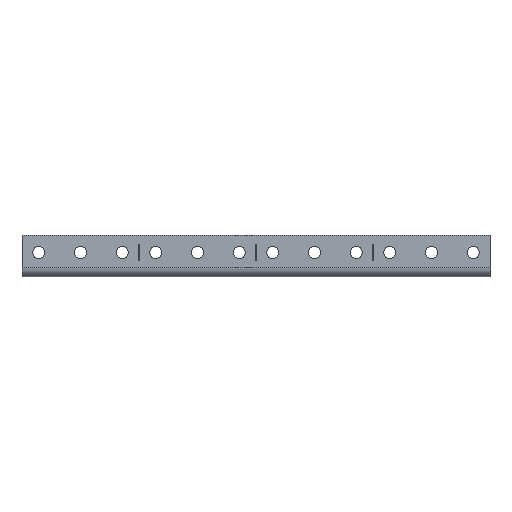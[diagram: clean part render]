
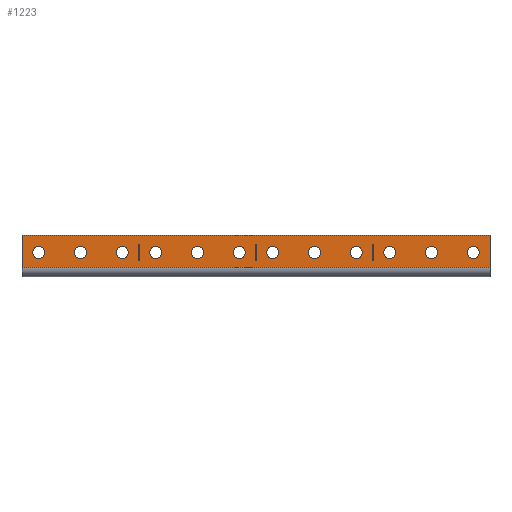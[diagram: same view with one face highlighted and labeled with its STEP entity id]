
A CAD part, front view. The second image highlights one B-rep face of the part: STEP entity #1223.
In plain terms, the highlighted planar face has unit normal (0, -1, 0).
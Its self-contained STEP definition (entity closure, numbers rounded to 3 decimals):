
#27=PLANE('',#1346);
#65=LINE('',#1757,#174);
#75=LINE('',#1797,#184);
#130=LINE('',#1973,#239);
#131=LINE('',#1976,#240);
#132=LINE('',#1978,#241);
#133=LINE('',#1980,#242);
#134=LINE('',#1981,#243);
#135=LINE('',#1984,#244);
#136=LINE('',#1986,#245);
#137=LINE('',#1988,#246);
#138=LINE('',#1989,#247);
#139=LINE('',#1992,#248);
#140=LINE('',#1994,#249);
#141=LINE('',#1996,#250);
#142=LINE('',#2003,#251);
#143=LINE('',#2004,#252);
#174=VECTOR('',#1409,1000.);
#184=VECTOR('',#1443,1000.);
#239=VECTOR('',#1610,1000.);
#240=VECTOR('',#1611,1000.);
#241=VECTOR('',#1612,1000.);
#242=VECTOR('',#1613,1000.);
#243=VECTOR('',#1614,1000.);
#244=VECTOR('',#1615,1000.);
#245=VECTOR('',#1616,1000.);
#246=VECTOR('',#1617,1000.);
#247=VECTOR('',#1618,1000.);
#248=VECTOR('',#1619,1000.);
#249=VECTOR('',#1620,1000.);
#250=VECTOR('',#1621,1000.);
#251=VECTOR('',#1628,1000.);
#252=VECTOR('',#1629,1000.);
#424=ORIENTED_EDGE('',*,*,#716,.F.);
#425=ORIENTED_EDGE('',*,*,#717,.T.);
#426=ORIENTED_EDGE('',*,*,#718,.T.);
#427=ORIENTED_EDGE('',*,*,#719,.F.);
#428=ORIENTED_EDGE('',*,*,#720,.F.);
#429=ORIENTED_EDGE('',*,*,#721,.T.);
#430=ORIENTED_EDGE('',*,*,#722,.T.);
#431=ORIENTED_EDGE('',*,*,#723,.F.);
#432=ORIENTED_EDGE('',*,*,#724,.F.);
#433=ORIENTED_EDGE('',*,*,#725,.T.);
#434=ORIENTED_EDGE('',*,*,#726,.T.);
#435=ORIENTED_EDGE('',*,*,#727,.F.);
#436=ORIENTED_EDGE('',*,*,#648,.T.);
#437=ORIENTED_EDGE('',*,*,#650,.T.);
#438=ORIENTED_EDGE('',*,*,#652,.T.);
#439=ORIENTED_EDGE('',*,*,#654,.T.);
#440=ORIENTED_EDGE('',*,*,#656,.T.);
#441=ORIENTED_EDGE('',*,*,#658,.T.);
#442=ORIENTED_EDGE('',*,*,#660,.T.);
#443=ORIENTED_EDGE('',*,*,#662,.T.);
#444=ORIENTED_EDGE('',*,*,#664,.T.);
#445=ORIENTED_EDGE('',*,*,#728,.T.);
#446=ORIENTED_EDGE('',*,*,#729,.T.);
#447=ORIENTED_EDGE('',*,*,#730,.T.);
#448=ORIENTED_EDGE('',*,*,#626,.T.);
#449=ORIENTED_EDGE('',*,*,#731,.T.);
#450=ORIENTED_EDGE('',*,*,#608,.T.);
#451=ORIENTED_EDGE('',*,*,#732,.T.);
#608=EDGE_CURVE('',#770,#769,#65,.T.);
#626=EDGE_CURVE('',#788,#787,#75,.T.);
#648=EDGE_CURVE('',#809,#809,#901,.T.);
#650=EDGE_CURVE('',#811,#811,#903,.T.);
#652=EDGE_CURVE('',#813,#813,#905,.T.);
#654=EDGE_CURVE('',#815,#815,#907,.T.);
#656=EDGE_CURVE('',#817,#817,#909,.T.);
#658=EDGE_CURVE('',#819,#819,#911,.T.);
#660=EDGE_CURVE('',#821,#821,#913,.T.);
#662=EDGE_CURVE('',#823,#823,#915,.T.);
#664=EDGE_CURVE('',#825,#825,#917,.T.);
#716=EDGE_CURVE('',#853,#854,#130,.T.);
#717=EDGE_CURVE('',#853,#855,#131,.T.);
#718=EDGE_CURVE('',#855,#856,#132,.T.);
#719=EDGE_CURVE('',#854,#856,#133,.T.);
#720=EDGE_CURVE('',#857,#858,#134,.T.);
#721=EDGE_CURVE('',#857,#859,#135,.T.);
#722=EDGE_CURVE('',#859,#860,#136,.T.);
#723=EDGE_CURVE('',#858,#860,#137,.T.);
#724=EDGE_CURVE('',#861,#862,#138,.T.);
#725=EDGE_CURVE('',#861,#863,#139,.T.);
#726=EDGE_CURVE('',#863,#864,#140,.T.);
#727=EDGE_CURVE('',#862,#864,#141,.T.);
#728=EDGE_CURVE('',#865,#865,#923,.T.);
#729=EDGE_CURVE('',#866,#866,#924,.T.);
#730=EDGE_CURVE('',#867,#867,#925,.T.);
#731=EDGE_CURVE('',#787,#770,#142,.T.);
#732=EDGE_CURVE('',#769,#788,#143,.T.);
#769=VERTEX_POINT('',#1756);
#770=VERTEX_POINT('',#1758);
#787=VERTEX_POINT('',#1796);
#788=VERTEX_POINT('',#1798);
#809=VERTEX_POINT('',#1848);
#811=VERTEX_POINT('',#1853);
#813=VERTEX_POINT('',#1858);
#815=VERTEX_POINT('',#1863);
#817=VERTEX_POINT('',#1868);
#819=VERTEX_POINT('',#1873);
#821=VERTEX_POINT('',#1878);
#823=VERTEX_POINT('',#1883);
#825=VERTEX_POINT('',#1888);
#853=VERTEX_POINT('',#1974);
#854=VERTEX_POINT('',#1975);
#855=VERTEX_POINT('',#1977);
#856=VERTEX_POINT('',#1979);
#857=VERTEX_POINT('',#1982);
#858=VERTEX_POINT('',#1983);
#859=VERTEX_POINT('',#1985);
#860=VERTEX_POINT('',#1987);
#861=VERTEX_POINT('',#1990);
#862=VERTEX_POINT('',#1991);
#863=VERTEX_POINT('',#1993);
#864=VERTEX_POINT('',#1995);
#865=VERTEX_POINT('',#1998);
#866=VERTEX_POINT('',#2000);
#867=VERTEX_POINT('',#2002);
#901=CIRCLE('',#1311,2.248);
#903=CIRCLE('',#1314,2.248);
#905=CIRCLE('',#1317,2.248);
#907=CIRCLE('',#1320,2.248);
#909=CIRCLE('',#1323,2.248);
#911=CIRCLE('',#1326,2.248);
#913=CIRCLE('',#1329,2.248);
#915=CIRCLE('',#1332,2.248);
#917=CIRCLE('',#1335,2.248);
#923=CIRCLE('',#1347,2.248);
#924=CIRCLE('',#1348,2.248);
#925=CIRCLE('',#1349,2.248);
#981=EDGE_LOOP('',(#424,#425,#426,#427));
#982=EDGE_LOOP('',(#428,#429,#430,#431));
#983=EDGE_LOOP('',(#432,#433,#434,#435));
#984=EDGE_LOOP('',(#436));
#985=EDGE_LOOP('',(#437));
#986=EDGE_LOOP('',(#438));
#987=EDGE_LOOP('',(#439));
#988=EDGE_LOOP('',(#440));
#989=EDGE_LOOP('',(#441));
#990=EDGE_LOOP('',(#442));
#991=EDGE_LOOP('',(#443));
#992=EDGE_LOOP('',(#444));
#993=EDGE_LOOP('',(#445));
#994=EDGE_LOOP('',(#446));
#995=EDGE_LOOP('',(#447));
#996=EDGE_LOOP('',(#448,#449,#450,#451));
#1102=FACE_BOUND('',#981,.T.);
#1103=FACE_BOUND('',#982,.T.);
#1104=FACE_BOUND('',#983,.T.);
#1105=FACE_BOUND('',#984,.T.);
#1106=FACE_BOUND('',#985,.T.);
#1107=FACE_BOUND('',#986,.T.);
#1108=FACE_BOUND('',#987,.T.);
#1109=FACE_BOUND('',#988,.T.);
#1110=FACE_BOUND('',#989,.T.);
#1111=FACE_BOUND('',#990,.T.);
#1112=FACE_BOUND('',#991,.T.);
#1113=FACE_BOUND('',#992,.T.);
#1114=FACE_BOUND('',#993,.T.);
#1115=FACE_BOUND('',#994,.T.);
#1116=FACE_BOUND('',#995,.T.);
#1117=FACE_BOUND('',#996,.T.);
#1223=ADVANCED_FACE('',(#1102,#1103,#1104,#1105,#1106,#1107,#1108,#1109,
#1110,#1111,#1112,#1113,#1114,#1115,#1116,#1117),#27,.T.);
#1311=AXIS2_PLACEMENT_3D('',#1847,#1492,#1493);
#1314=AXIS2_PLACEMENT_3D('',#1852,#1498,#1499);
#1317=AXIS2_PLACEMENT_3D('',#1857,#1504,#1505);
#1320=AXIS2_PLACEMENT_3D('',#1862,#1510,#1511);
#1323=AXIS2_PLACEMENT_3D('',#1867,#1516,#1517);
#1326=AXIS2_PLACEMENT_3D('',#1872,#1522,#1523);
#1329=AXIS2_PLACEMENT_3D('',#1877,#1528,#1529);
#1332=AXIS2_PLACEMENT_3D('',#1882,#1534,#1535);
#1335=AXIS2_PLACEMENT_3D('',#1887,#1540,#1541);
#1346=AXIS2_PLACEMENT_3D('',#1972,#1608,#1609);
#1347=AXIS2_PLACEMENT_3D('',#1997,#1622,#1623);
#1348=AXIS2_PLACEMENT_3D('',#1999,#1624,#1625);
#1349=AXIS2_PLACEMENT_3D('',#2001,#1626,#1627);
#1409=DIRECTION('',(0.,0.,1.));
#1443=DIRECTION('',(0.,0.,-1.));
#1492=DIRECTION('',(0.,1.,0.));
#1493=DIRECTION('',(1.,0.,0.));
#1498=DIRECTION('',(0.,1.,0.));
#1499=DIRECTION('',(1.,0.,0.));
#1504=DIRECTION('',(0.,1.,0.));
#1505=DIRECTION('',(1.,0.,0.));
#1510=DIRECTION('',(0.,1.,0.));
#1511=DIRECTION('',(1.,0.,0.));
#1516=DIRECTION('',(0.,1.,0.));
#1517=DIRECTION('',(1.,0.,0.));
#1522=DIRECTION('',(0.,1.,0.));
#1523=DIRECTION('',(1.,0.,0.));
#1528=DIRECTION('',(0.,1.,0.));
#1529=DIRECTION('',(1.,0.,0.));
#1534=DIRECTION('',(0.,1.,0.));
#1535=DIRECTION('',(1.,0.,0.));
#1540=DIRECTION('',(0.,1.,0.));
#1541=DIRECTION('',(1.,0.,0.));
#1608=DIRECTION('',(0.,-1.,0.));
#1609=DIRECTION('',(0.,0.,-1.));
#1610=DIRECTION('',(1.,0.,0.));
#1611=DIRECTION('',(0.,0.,1.));
#1612=DIRECTION('',(1.,0.,0.));
#1613=DIRECTION('',(0.,0.,1.));
#1614=DIRECTION('',(1.,0.,0.));
#1615=DIRECTION('',(0.,0.,1.));
#1616=DIRECTION('',(1.,0.,0.));
#1617=DIRECTION('',(0.,0.,1.));
#1618=DIRECTION('',(1.,0.,0.));
#1619=DIRECTION('',(0.,0.,1.));
#1620=DIRECTION('',(1.,0.,0.));
#1621=DIRECTION('',(0.,0.,1.));
#1622=DIRECTION('',(0.,1.,0.));
#1623=DIRECTION('',(1.,0.,0.));
#1624=DIRECTION('',(0.,1.,0.));
#1625=DIRECTION('',(1.,0.,0.));
#1626=DIRECTION('',(0.,1.,0.));
#1627=DIRECTION('',(1.,0.,0.));
#1628=DIRECTION('',(1.,0.,0.));
#1629=DIRECTION('',(-1.,0.,0.));
#1756=CARTESIAN_POINT('',(88.9,-19.05,15.875));
#1757=CARTESIAN_POINT('',(88.9,-19.05,2.171));
#1758=CARTESIAN_POINT('',(88.9,-19.05,3.632));
#1796=CARTESIAN_POINT('',(-88.9,-19.05,3.632));
#1797=CARTESIAN_POINT('',(-88.9,-19.05,2.171));
#1798=CARTESIAN_POINT('',(-88.9,-19.05,15.875));
#1847=CARTESIAN_POINT('',(50.8,-19.05,9.271));
#1848=CARTESIAN_POINT('',(53.048,-19.05,9.271));
#1852=CARTESIAN_POINT('',(66.675,-19.05,9.271));
#1853=CARTESIAN_POINT('',(68.923,-19.05,9.271));
#1857=CARTESIAN_POINT('',(82.55,-19.05,9.271));
#1858=CARTESIAN_POINT('',(84.798,-19.05,9.271));
#1862=CARTESIAN_POINT('',(6.35,-19.05,9.271));
#1863=CARTESIAN_POINT('',(8.598,-19.05,9.271));
#1867=CARTESIAN_POINT('',(22.225,-19.05,9.271));
#1868=CARTESIAN_POINT('',(24.473,-19.05,9.271));
#1872=CARTESIAN_POINT('',(38.1,-19.05,9.271));
#1873=CARTESIAN_POINT('',(40.348,-19.05,9.271));
#1877=CARTESIAN_POINT('',(-38.1,-19.05,9.271));
#1878=CARTESIAN_POINT('',(-35.852,-19.05,9.271));
#1882=CARTESIAN_POINT('',(-22.225,-19.05,9.271));
#1883=CARTESIAN_POINT('',(-19.977,-19.05,9.271));
#1887=CARTESIAN_POINT('',(-6.35,-19.05,9.271));
#1888=CARTESIAN_POINT('',(-4.102,-19.05,9.271));
#1972=CARTESIAN_POINT('',(0.,-19.05,0.));
#1973=CARTESIAN_POINT('',(0.,-19.05,6.096));
#1974=CARTESIAN_POINT('',(44.083,-19.05,6.096));
#1975=CARTESIAN_POINT('',(44.817,-19.05,6.096));
#1976=CARTESIAN_POINT('',(44.083,-19.05,6.096));
#1977=CARTESIAN_POINT('',(44.083,-19.05,12.446));
#1978=CARTESIAN_POINT('',(0.,-19.05,12.446));
#1979=CARTESIAN_POINT('',(44.817,-19.05,12.446));
#1980=CARTESIAN_POINT('',(44.817,-19.05,6.096));
#1981=CARTESIAN_POINT('',(0.,-19.05,6.096));
#1982=CARTESIAN_POINT('',(-0.367,-19.05,6.096));
#1983=CARTESIAN_POINT('',(0.367,-19.05,6.096));
#1984=CARTESIAN_POINT('',(-0.367,-19.05,6.096));
#1985=CARTESIAN_POINT('',(-0.367,-19.05,12.446));
#1986=CARTESIAN_POINT('',(0.,-19.05,12.446));
#1987=CARTESIAN_POINT('',(0.367,-19.05,12.446));
#1988=CARTESIAN_POINT('',(0.367,-19.05,6.096));
#1989=CARTESIAN_POINT('',(0.,-19.05,6.096));
#1990=CARTESIAN_POINT('',(-44.817,-19.05,6.096));
#1991=CARTESIAN_POINT('',(-44.083,-19.05,6.096));
#1992=CARTESIAN_POINT('',(-44.817,-19.05,6.096));
#1993=CARTESIAN_POINT('',(-44.817,-19.05,12.446));
#1994=CARTESIAN_POINT('',(0.,-19.05,12.446));
#1995=CARTESIAN_POINT('',(-44.083,-19.05,12.446));
#1996=CARTESIAN_POINT('',(-44.083,-19.05,6.096));
#1997=CARTESIAN_POINT('',(-50.8,-19.05,9.271));
#1998=CARTESIAN_POINT('',(-48.552,-19.05,9.271));
#1999=CARTESIAN_POINT('',(-66.675,-19.05,9.271));
#2000=CARTESIAN_POINT('',(-64.427,-19.05,9.271));
#2001=CARTESIAN_POINT('',(-82.55,-19.05,9.271));
#2002=CARTESIAN_POINT('',(-80.302,-19.05,9.271));
#2003=CARTESIAN_POINT('',(-88.9,-19.05,3.632));
#2004=CARTESIAN_POINT('',(88.9,-19.05,15.875));
